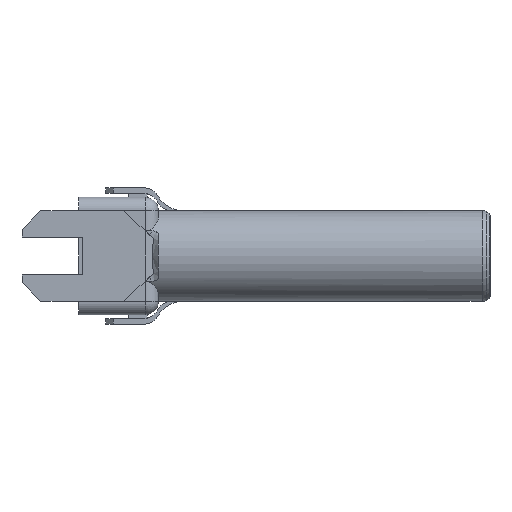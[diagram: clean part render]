
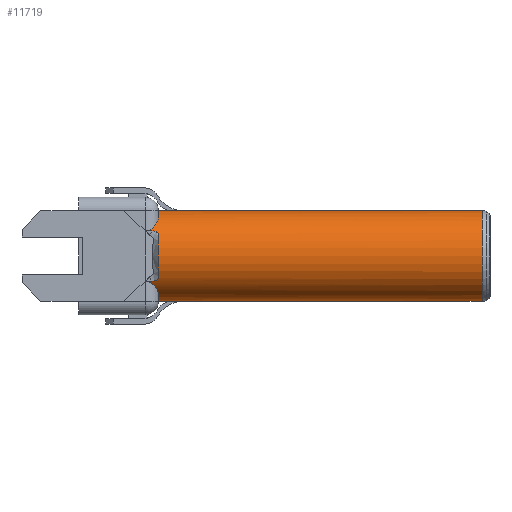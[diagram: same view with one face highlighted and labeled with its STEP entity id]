
A CAD part, left-side view. The second image highlights one B-rep face of the part: STEP entity #11719.
In plain terms, the highlighted cylindrical face has radius 1.2 mm (diameter 2.4 mm), a partial arc.
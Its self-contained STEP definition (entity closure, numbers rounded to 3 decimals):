
#138=B_SPLINE_CURVE_WITH_KNOTS('',3,(#18877,#18878,#18879,#18880,#18881,
#18882,#18883,#18884,#18885,#18886,#18887,#18888),.UNSPECIFIED.,.F.,.F.,
(4,2,2,2,2,4),(-0.183,-0.166,-0.15,
-0.134,-0.127,-0.119),.UNSPECIFIED.);
#139=B_SPLINE_CURVE_WITH_KNOTS('',3,(#18892,#18893,#18894,#18895,#18896,
#18897,#18898,#18899,#18900,#18901,#18902,#18903,#18904,#18905),
 .UNSPECIFIED.,.F.,.F.,(4,2,2,2,2,2,4),(-0.001,0.,0.001,
0.002,0.005,0.007,0.01),
 .UNSPECIFIED.);
#140=B_SPLINE_CURVE_WITH_KNOTS('',3,(#18909,#18910,#18911,#18912,#18913,
#18914,#18915,#18916,#18917,#18918,#18919,#18920,#18921,#18922),
 .UNSPECIFIED.,.F.,.F.,(4,2,2,2,2,2,4),(0.,0.007,0.012,
0.017,0.019,0.022,0.023),
 .UNSPECIFIED.);
#141=B_SPLINE_CURVE_WITH_KNOTS('',3,(#18926,#18927,#18928,#18929,#18930,
#18931,#18932,#18933,#18934,#18935,#18936,#18937),.UNSPECIFIED.,.F.,.F.,
(4,2,2,2,2,4),(-0.119,-0.112,-0.104,
-0.089,-0.072,-0.056),
 .UNSPECIFIED.);
#233=CYLINDRICAL_SURFACE('',#12522,1.2);
#440=CIRCLE('',#12514,1.2);
#445=CIRCLE('',#12523,1.2);
#446=CIRCLE('',#12524,1.2);
#447=CIRCLE('',#12525,1.2);
#1254=FACE_OUTER_BOUND('',#1842,.T.);
#1842=EDGE_LOOP('',(#10130,#10131,#10132,#10133,#10134,#10135,#10136,#10137,
#10138,#10139,#10140,#10141));
#2299=LINE('',#16455,#3682);
#2349=LINE('',#16636,#3732);
#3300=LINE('',#18890,#4683);
#3301=LINE('',#18924,#4684);
#3682=VECTOR('',#13278,10.);
#3732=VECTOR('',#13404,10.);
#4683=VECTOR('',#15389,10.);
#4684=VECTOR('',#15392,10.);
#4920=VERTEX_POINT('',#16110);
#5001=VERTEX_POINT('',#16453);
#5052=VERTEX_POINT('',#16632);
#5054=VERTEX_POINT('',#16635);
#5774=VERTEX_POINT('',#18874);
#5775=VERTEX_POINT('',#18876);
#5776=VERTEX_POINT('',#18889);
#5777=VERTEX_POINT('',#18891);
#5778=VERTEX_POINT('',#18906);
#5779=VERTEX_POINT('',#18908);
#5780=VERTEX_POINT('',#18923);
#5781=VERTEX_POINT('',#18925);
#6201=EDGE_CURVE('',#5001,#4920,#2299,.T.);
#6272=EDGE_CURVE('',#5054,#5052,#2349,.T.);
#7344=EDGE_CURVE('',#4920,#5052,#440,.T.);
#7356=EDGE_CURVE('',#5774,#5001,#445,.T.);
#7357=EDGE_CURVE('',#5775,#5774,#138,.F.);
#7358=EDGE_CURVE('',#5775,#5776,#3300,.T.);
#7359=EDGE_CURVE('',#5777,#5776,#139,.T.);
#7360=EDGE_CURVE('',#5778,#5777,#446,.T.);
#7361=EDGE_CURVE('',#5778,#5779,#140,.F.);
#7362=EDGE_CURVE('',#5779,#5780,#3301,.T.);
#7363=EDGE_CURVE('',#5780,#5781,#141,.T.);
#7364=EDGE_CURVE('',#5054,#5781,#447,.T.);
#10130=ORIENTED_EDGE('',*,*,#7344,.F.);
#10131=ORIENTED_EDGE('',*,*,#6201,.F.);
#10132=ORIENTED_EDGE('',*,*,#7356,.F.);
#10133=ORIENTED_EDGE('',*,*,#7357,.F.);
#10134=ORIENTED_EDGE('',*,*,#7358,.T.);
#10135=ORIENTED_EDGE('',*,*,#7359,.F.);
#10136=ORIENTED_EDGE('',*,*,#7360,.F.);
#10137=ORIENTED_EDGE('',*,*,#7361,.T.);
#10138=ORIENTED_EDGE('',*,*,#7362,.T.);
#10139=ORIENTED_EDGE('',*,*,#7363,.T.);
#10140=ORIENTED_EDGE('',*,*,#7364,.F.);
#10141=ORIENTED_EDGE('',*,*,#6272,.T.);
#11719=ADVANCED_FACE('',(#1254),#233,.T.);
#12514=AXIS2_PLACEMENT_3D('',#18802,#15366,#15367);
#12522=AXIS2_PLACEMENT_3D('',#18873,#15385,#15386);
#12523=AXIS2_PLACEMENT_3D('',#18875,#15387,#15388);
#12524=AXIS2_PLACEMENT_3D('',#18907,#15390,#15391);
#12525=AXIS2_PLACEMENT_3D('',#18938,#15393,#15394);
#13278=DIRECTION('',(0.,-1.,0.));
#13404=DIRECTION('',(0.,-1.,0.));
#15366=DIRECTION('center_axis',(0.,-1.,0.));
#15367=DIRECTION('ref_axis',(-1.,0.,0.));
#15385=DIRECTION('center_axis',(0.,-1.,0.));
#15386=DIRECTION('ref_axis',(0.,0.,
-1.));
#15387=DIRECTION('center_axis',(0.,1.,0.));
#15388=DIRECTION('ref_axis',(0.,0.,
-1.));
#15389=DIRECTION('',(0.,-1.,0.));
#15390=DIRECTION('center_axis',(0.,1.,0.));
#15391=DIRECTION('ref_axis',(0.,0.,
-1.));
#15392=DIRECTION('',(0.,1.,0.));
#15393=DIRECTION('center_axis',(0.,1.,0.));
#15394=DIRECTION('ref_axis',(0.,0.,
-1.));
#16110=CARTESIAN_POINT('',(-2.925,-12.551,0.7));
#16453=CARTESIAN_POINT('',(-2.925,-4.012,0.7));
#16455=CARTESIAN_POINT('',(-2.925,-4.012,0.7));
#16632=CARTESIAN_POINT('',(-2.925,-12.551,-1.7));
#16635=CARTESIAN_POINT('',(-2.925,-4.012,-1.7));
#16636=CARTESIAN_POINT('',(-2.925,-4.012,-1.7));
#18802=CARTESIAN_POINT('Origin',(-2.925,-12.551,-0.5));
#18873=CARTESIAN_POINT('Origin',(-2.925,-4.012,-0.5));
#18874=CARTESIAN_POINT('',(-3.575,-4.012,0.509));
#18875=CARTESIAN_POINT('Origin',(-2.925,-4.012,-0.5));
#18876=CARTESIAN_POINT('',(-3.925,-3.662,0.163));
#18877=CARTESIAN_POINT('Ctrl Pts',(-3.575,-4.012,0.509));
#18878=CARTESIAN_POINT('Ctrl Pts',(-3.621,-4.012,
0.479));
#18879=CARTESIAN_POINT('Ctrl Pts',(-3.669,-4.002,
0.443));
#18880=CARTESIAN_POINT('Ctrl Pts',(-3.754,-3.966,
0.369));
#18881=CARTESIAN_POINT('Ctrl Pts',(-3.792,-3.94,
0.331));
#18882=CARTESIAN_POINT('Ctrl Pts',(-3.851,-3.881,0.265));
#18883=CARTESIAN_POINT('Ctrl Pts',(-3.877,-3.845,
0.231));
#18884=CARTESIAN_POINT('Ctrl Pts',(-3.905,-3.782,
0.193));
#18885=CARTESIAN_POINT('Ctrl Pts',(-3.912,-3.76,0.183));
#18886=CARTESIAN_POINT('Ctrl Pts',(-3.922,-3.712,0.168));
#18887=CARTESIAN_POINT('Ctrl Pts',(-3.925,-3.687,0.163));
#18888=CARTESIAN_POINT('Ctrl Pts',(-3.925,-3.662,0.163));
#18889=CARTESIAN_POINT('',(-3.925,-3.839,0.163));
#18890=CARTESIAN_POINT('',(-3.925,-4.012,0.163));
#18891=CARTESIAN_POINT('',(-3.97,-4.012,0.089));
#18892=CARTESIAN_POINT('Ctrl Pts',(-3.97,-4.012,
0.09));
#18893=CARTESIAN_POINT('Ctrl Pts',(-3.969,-4.012,
0.092));
#18894=CARTESIAN_POINT('Ctrl Pts',(-3.968,-4.011,
0.094));
#18895=CARTESIAN_POINT('Ctrl Pts',(-3.965,-4.009,
0.099));
#18896=CARTESIAN_POINT('Ctrl Pts',(-3.962,-4.007,
0.103));
#18897=CARTESIAN_POINT('Ctrl Pts',(-3.957,-3.999,
0.113));
#18898=CARTESIAN_POINT('Ctrl Pts',(-3.954,-3.995,
0.117));
#18899=CARTESIAN_POINT('Ctrl Pts',(-3.948,-3.981,
0.128));
#18900=CARTESIAN_POINT('Ctrl Pts',(-3.943,-3.969,
0.135));
#18901=CARTESIAN_POINT('Ctrl Pts',(-3.935,-3.939,
0.148));
#18902=CARTESIAN_POINT('Ctrl Pts',(-3.931,-3.922,
0.154));
#18903=CARTESIAN_POINT('Ctrl Pts',(-3.926,-3.883,
0.161));
#18904=CARTESIAN_POINT('Ctrl Pts',(-3.925,-3.861,
0.163));
#18905=CARTESIAN_POINT('Ctrl Pts',(-3.925,-3.839,0.163));
#18906=CARTESIAN_POINT('',(-3.97,-4.012,-1.089));
#18907=CARTESIAN_POINT('Origin',(-2.925,-4.012,-0.5));
#18908=CARTESIAN_POINT('',(-3.925,-3.839,-1.163));
#18909=CARTESIAN_POINT('Ctrl Pts',(-3.925,-3.84,-1.163));
#18910=CARTESIAN_POINT('Ctrl Pts',(-3.925,-3.862,
-1.163));
#18911=CARTESIAN_POINT('Ctrl Pts',(-3.926,-3.884,
-1.161));
#18912=CARTESIAN_POINT('Ctrl Pts',(-3.931,-3.923,
-1.154));
#18913=CARTESIAN_POINT('Ctrl Pts',(-3.935,-3.94,
-1.148));
#18914=CARTESIAN_POINT('Ctrl Pts',(-3.943,-3.97,
-1.135));
#18915=CARTESIAN_POINT('Ctrl Pts',(-3.948,-3.982,
-1.128));
#18916=CARTESIAN_POINT('Ctrl Pts',(-3.955,-3.995,-1.116));
#18917=CARTESIAN_POINT('Ctrl Pts',(-3.957,-3.999,
-1.112));
#18918=CARTESIAN_POINT('Ctrl Pts',(-3.963,-4.007,-1.103));
#18919=CARTESIAN_POINT('Ctrl Pts',(-3.965,-4.009,-1.098));
#18920=CARTESIAN_POINT('Ctrl Pts',(-3.968,-4.011,
-1.093));
#18921=CARTESIAN_POINT('Ctrl Pts',(-3.969,-4.012,
-1.091));
#18922=CARTESIAN_POINT('Ctrl Pts',(-3.97,-4.012,
-1.09));
#18923=CARTESIAN_POINT('',(-3.925,-3.662,-1.163));
#18924=CARTESIAN_POINT('',(-3.925,-4.012,-1.163));
#18925=CARTESIAN_POINT('',(-3.575,-4.012,-1.509));
#18926=CARTESIAN_POINT('Ctrl Pts',(-3.925,-3.662,-1.163));
#18927=CARTESIAN_POINT('Ctrl Pts',(-3.925,-3.687,-1.163));
#18928=CARTESIAN_POINT('Ctrl Pts',(-3.922,-3.712,-1.168));
#18929=CARTESIAN_POINT('Ctrl Pts',(-3.912,-3.76,-1.183));
#18930=CARTESIAN_POINT('Ctrl Pts',(-3.905,-3.782,
-1.193));
#18931=CARTESIAN_POINT('Ctrl Pts',(-3.877,-3.845,
-1.231));
#18932=CARTESIAN_POINT('Ctrl Pts',(-3.851,-3.881,-1.265));
#18933=CARTESIAN_POINT('Ctrl Pts',(-3.792,-3.94,
-1.331));
#18934=CARTESIAN_POINT('Ctrl Pts',(-3.754,-3.966,
-1.369));
#18935=CARTESIAN_POINT('Ctrl Pts',(-3.669,-4.002,
-1.443));
#18936=CARTESIAN_POINT('Ctrl Pts',(-3.621,-4.012,
-1.479));
#18937=CARTESIAN_POINT('Ctrl Pts',(-3.575,-4.012,-1.509));
#18938=CARTESIAN_POINT('Origin',(-2.925,-4.012,-0.5));
